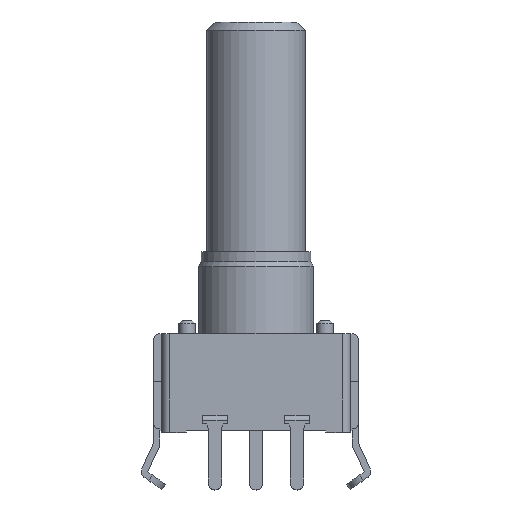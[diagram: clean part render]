
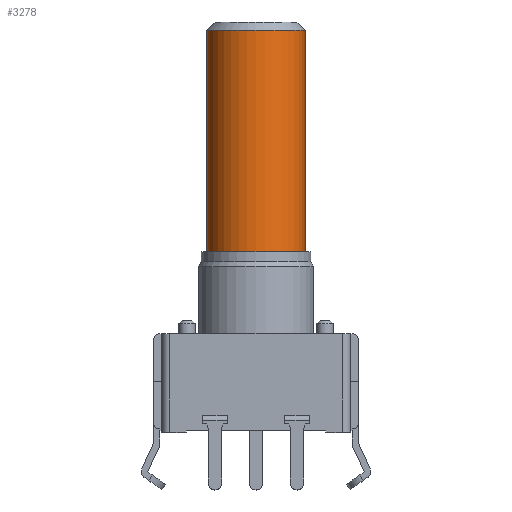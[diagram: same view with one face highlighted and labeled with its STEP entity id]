
A CAD part, top view. The second image highlights one B-rep face of the part: STEP entity #3278.
In plain terms, the highlighted cylindrical face has radius 3 mm (diameter 6 mm), a full revolution.
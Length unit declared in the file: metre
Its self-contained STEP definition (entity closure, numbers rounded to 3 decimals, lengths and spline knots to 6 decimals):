
#18=CIRCLE('',#3475,0.003);
#19=CIRCLE('',#3476,0.003);
#20=CIRCLE('',#3477,0.003);
#86=CYLINDRICAL_SURFACE('',#3474,0.003);
#125=ORIENTED_EDGE('',*,*,#1090,.F.);
#126=ORIENTED_EDGE('',*,*,#1091,.T.);
#127=ORIENTED_EDGE('',*,*,#1086,.T.);
#128=ORIENTED_EDGE('',*,*,#1092,.T.);
#129=ORIENTED_EDGE('',*,*,#1093,.T.);
#1086=EDGE_CURVE('',#1570,#1568,#1894,.T.);
#1090=EDGE_CURVE('',#1573,#1569,#1896,.T.);
#1091=EDGE_CURVE('',#1573,#1570,#18,.F.);
#1092=EDGE_CURVE('',#1568,#1569,#19,.T.);
#1093=EDGE_CURVE('',#1574,#1574,#20,.T.);
#1568=VERTEX_POINT('',#4644);
#1569=VERTEX_POINT('',#4645);
#1570=VERTEX_POINT('',#4647);
#1573=VERTEX_POINT('',#4659);
#1574=VERTEX_POINT('',#4665);
#1894=LINE('',#4646,#2307);
#1896=LINE('',#4660,#2309);
#2307=VECTOR('',#3729,1.);
#2309=VECTOR('',#3731,1.);
#2720=EDGE_LOOP('',(#125,#126,#127,#128));
#2721=EDGE_LOOP('',(#129));
#2926=FACE_BOUND('',#2720,.T.);
#2927=FACE_BOUND('',#2721,.T.);
#3278=ADVANCED_FACE('',(#2926,#2927),#86,.T.);
#3474=AXIS2_PLACEMENT_3D('',#4661,#3732,#3733);
#3475=AXIS2_PLACEMENT_3D('',#4662,#3734,#3735);
#3476=AXIS2_PLACEMENT_3D('',#4663,#3736,#3737);
#3477=AXIS2_PLACEMENT_3D('',#4664,#3738,#3739);
#3729=DIRECTION('',(0.,-1.,0.));
#3731=DIRECTION('',(0.,-1.,0.));
#3732=DIRECTION('',(0.,1.,0.));
#3733=DIRECTION('',(-1.,0.,0.));
#3734=DIRECTION('',(0.,1.,0.));
#3735=DIRECTION('',(0.,0.,1.));
#3736=DIRECTION('',(0.,-1.,0.));
#3737=DIRECTION('',(-0.866,0.,-0.5));
#3738=DIRECTION('',(0.,1.,0.));
#3739=DIRECTION('',(-1.,0.,0.));
#4644=CARTESIAN_POINT('',(-0.002598,0.018,-0.0015));
#4645=CARTESIAN_POINT('',(0.002598,0.018,-0.0015));
#4646=CARTESIAN_POINT('',(-0.002598,0.0195,-0.0015));
#4647=CARTESIAN_POINT('',(-0.002598,0.0245,-0.0015));
#4659=CARTESIAN_POINT('',(0.002598,0.0245,-0.0015));
#4660=CARTESIAN_POINT('',(0.002598,0.0195,-0.0015));
#4661=CARTESIAN_POINT('',(0.,0.018075,0.));
#4662=CARTESIAN_POINT('',(0.,0.0245,0.));
#4663=CARTESIAN_POINT('',(0.,0.018,0.));
#4664=CARTESIAN_POINT('',(0.,0.011,0.));
#4665=CARTESIAN_POINT('',(-0.003,0.011,0.));
